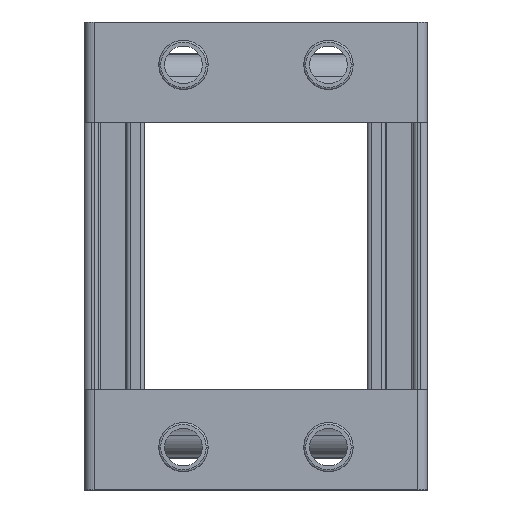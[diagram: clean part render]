
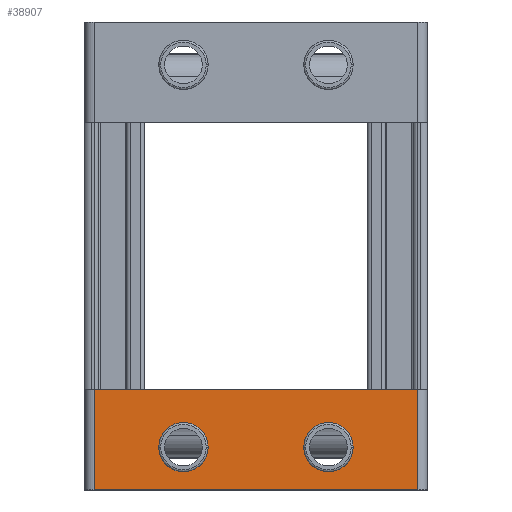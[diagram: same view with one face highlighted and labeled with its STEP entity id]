
A CAD part, left-side view. The second image highlights one B-rep face of the part: STEP entity #38907.
In plain terms, the highlighted planar face has unit normal (-1, 0, 0).
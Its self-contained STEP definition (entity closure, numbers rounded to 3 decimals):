
#2975 = ORIENTED_EDGE ( 'NONE', *, *, #86457, .T. ) ;
#4215 = CARTESIAN_POINT ( 'NONE',  ( -162.222, 84.907, -44.616 ) ) ;
#5935 = LINE ( 'NONE', #83694, #104634 ) ;
#14406 = VERTEX_POINT ( 'NONE', #20344 ) ;
#15205 = ORIENTED_EDGE ( 'NONE', *, *, #92305, .F. ) ;
#15415 = VERTEX_POINT ( 'NONE', #154592 ) ;
#19188 = ORIENTED_EDGE ( 'NONE', *, *, #30766, .T. ) ;
#20344 = CARTESIAN_POINT ( 'NONE',  ( -162.222, 120.424, -47.366 ) ) ;
#21838 = CIRCLE ( 'NONE', #138771, 3.75 ) ;
#23835 = ORIENTED_EDGE ( 'NONE', *, *, #82156, .T. ) ;
#30766 = EDGE_CURVE ( 'NONE', #68220, #58609, #113276, .T. ) ;
#31211 = CARTESIAN_POINT ( 'NONE',  ( -162.222, 120.424, -32.166 ) ) ;
#36095 = ORIENTED_EDGE ( 'NONE', *, *, #69523, .F. ) ;
#36603 = CARTESIAN_POINT ( 'NONE',  ( -162.222, 106.907, -44.616 ) ) ;
#37011 = VECTOR ( 'NONE', #64434, 1000. ) ;
#37525 = DIRECTION ( 'NONE',  ( 0., 0., 1. ) ) ;
#38907 = ADVANCED_FACE ( 'NONE', ( #128240, #105746, #157504 ), #118934, .T. ) ;
#41864 = EDGE_CURVE ( 'NONE', #58609, #68220, #167805, .T. ) ;
#42446 = CIRCLE ( 'NONE', #176403, 3.75 ) ;
#45080 = CARTESIAN_POINT ( 'NONE',  ( -162.222, 84.907, -40.866 ) ) ;
#45725 = DIRECTION ( 'NONE',  ( 1., 0., 0. ) ) ;
#56941 = EDGE_LOOP ( 'NONE', ( #23835, #173250 ) ) ;
#57728 = CARTESIAN_POINT ( 'NONE',  ( -162.222, 106.907, -40.866 ) ) ;
#58609 = VERTEX_POINT ( 'NONE', #4215 ) ;
#61276 = CARTESIAN_POINT ( 'NONE',  ( -162.222, 121.924, -47.366 ) ) ;
#63327 = DIRECTION ( 'NONE',  ( 1., 0., 0. ) ) ;
#63674 = DIRECTION ( 'NONE',  ( 0., 0., 1. ) ) ;
#63925 = ORIENTED_EDGE ( 'NONE', *, *, #41864, .T. ) ;
#64434 = DIRECTION ( 'NONE',  ( 0., 0., 1. ) ) ;
#66399 = CARTESIAN_POINT ( 'NONE',  ( -162.222, 106.907, -40.866 ) ) ;
#68220 = VERTEX_POINT ( 'NONE', #163523 ) ;
#69523 = EDGE_CURVE ( 'NONE', #14406, #110298, #135898, .T. ) ;
#74782 = VERTEX_POINT ( 'NONE', #91374 ) ;
#76363 = DIRECTION ( 'NONE',  ( 0., -1., 0. ) ) ;
#82156 = EDGE_CURVE ( 'NONE', #126088, #161720, #42446, .T. ) ;
#83583 = LINE ( 'NONE', #61276, #88064 ) ;
#83694 = CARTESIAN_POINT ( 'NONE',  ( -162.222, 71.389, -130.327 ) ) ;
#86457 = EDGE_CURVE ( 'NONE', #14406, #74782, #83583, .T. ) ;
#88064 = VECTOR ( 'NONE', #76363, 1000. ) ;
#88837 = DIRECTION ( 'NONE',  ( 0., 0., 1. ) ) ;
#91374 = CARTESIAN_POINT ( 'NONE',  ( -162.222, 71.389, -47.366 ) ) ;
#92305 = EDGE_CURVE ( 'NONE', #110298, #15415, #110773, .T. ) ;
#93879 = EDGE_LOOP ( 'NONE', ( #19188, #63925 ) ) ;
#104634 = VECTOR ( 'NONE', #184234, 1000. ) ;
#105746 = FACE_BOUND ( 'NONE', #93879, .T. ) ;
#110298 = VERTEX_POINT ( 'NONE', #31211 ) ;
#110432 = CARTESIAN_POINT ( 'NONE',  ( -162.222, 95.914, -32.166 ) ) ;
#110773 = LINE ( 'NONE', #110432, #126462 ) ;
#113276 = CIRCLE ( 'NONE', #120655, 3.75 ) ;
#118934 = PLANE ( 'NONE',  #167567 ) ;
#119665 = CARTESIAN_POINT ( 'NONE',  ( -162.222, 120.424, -42.366 ) ) ;
#120655 = AXIS2_PLACEMENT_3D ( 'NONE', #179264, #121415, #63674 ) ;
#121415 = DIRECTION ( 'NONE',  ( 1., 0., 0. ) ) ;
#126088 = VERTEX_POINT ( 'NONE', #173852 ) ;
#126462 = VECTOR ( 'NONE', #137478, 1000. ) ;
#128240 = FACE_OUTER_BOUND ( 'NONE', #177678, .T. ) ;
#135898 = LINE ( 'NONE', #119665, #37011 ) ;
#137478 = DIRECTION ( 'NONE',  ( 0., -1., 0. ) ) ;
#138771 = AXIS2_PLACEMENT_3D ( 'NONE', #66399, #154914, #37525 ) ;
#139118 = EDGE_CURVE ( 'NONE', #15415, #74782, #5935, .T. ) ;
#150615 = EDGE_CURVE ( 'NONE', #161720, #126088, #21838, .T. ) ;
#151986 = ORIENTED_EDGE ( 'NONE', *, *, #139118, .F. ) ;
#154592 = CARTESIAN_POINT ( 'NONE',  ( -162.222, 71.389, -32.166 ) ) ;
#154914 = DIRECTION ( 'NONE',  ( 1., 0., 0. ) ) ;
#157504 = FACE_BOUND ( 'NONE', #56941, .T. ) ;
#161720 = VERTEX_POINT ( 'NONE', #36603 ) ;
#162985 = DIRECTION ( 'NONE',  ( -1., 0., 0. ) ) ;
#163523 = CARTESIAN_POINT ( 'NONE',  ( -162.222, 84.907, -37.116 ) ) ;
#167567 = AXIS2_PLACEMENT_3D ( 'NONE', #176216, #162985, #88837 ) ;
#167805 = CIRCLE ( 'NONE', #180051, 3.75 ) ;
#173250 = ORIENTED_EDGE ( 'NONE', *, *, #150615, .T. ) ;
#173852 = CARTESIAN_POINT ( 'NONE',  ( -162.222, 106.907, -37.116 ) ) ;
#174504 = DIRECTION ( 'NONE',  ( 0., 0., 1. ) ) ;
#176216 = CARTESIAN_POINT ( 'NONE',  ( -162.222, 121.924, -130.327 ) ) ;
#176403 = AXIS2_PLACEMENT_3D ( 'NONE', #57728, #63327, #178293 ) ;
#177678 = EDGE_LOOP ( 'NONE', ( #15205, #36095, #2975, #151986 ) ) ;
#178293 = DIRECTION ( 'NONE',  ( 0., 0., 1. ) ) ;
#179264 = CARTESIAN_POINT ( 'NONE',  ( -162.222, 84.907, -40.866 ) ) ;
#180051 = AXIS2_PLACEMENT_3D ( 'NONE', #45080, #45725, #174504 ) ;
#184234 = DIRECTION ( 'NONE',  ( 0., 0., -1. ) ) ;
